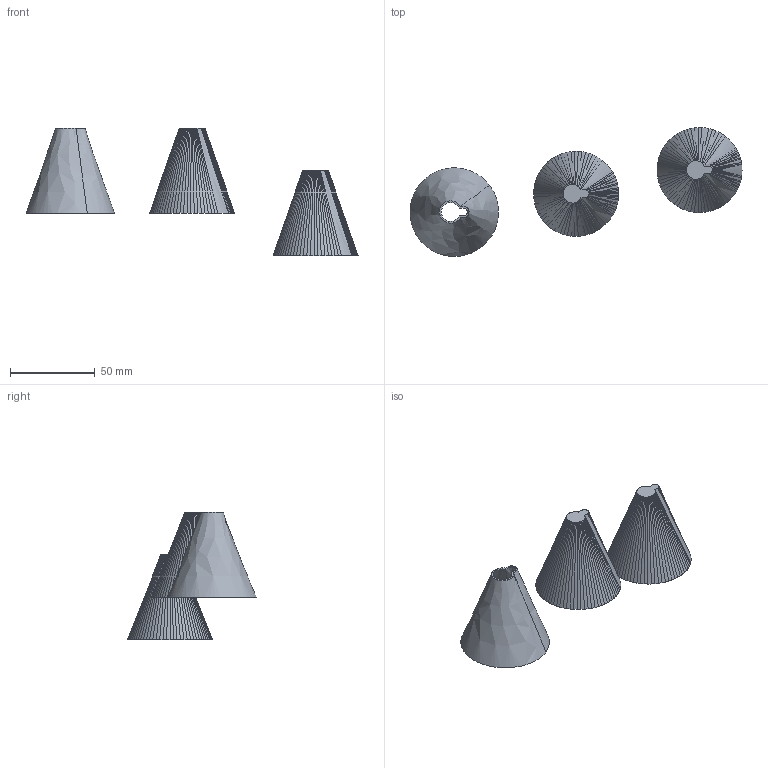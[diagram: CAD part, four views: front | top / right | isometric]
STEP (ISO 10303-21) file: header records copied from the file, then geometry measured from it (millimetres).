
FILE_DESCRIPTION(('STEP AP214'),'1');
FILE_NAME('tmp0.stp','2020-03-31T09:34:40',(' '),(' '),'Spatial InterOp 3D',' ',' ');
FILE_SCHEMA(('automotive_design'));
Length unit declared in the file: millimetre
Products named in the file (3): 1; 2; 3
Bounding box: 195.38 x 75.85 x 74.93 mm (x, y, z)
Volume: 90361.7 mm3; surface area: 25703.2 mm2
Topology: 3 solids, 3 shells, 178 faces, 518 edges, 346 vertices
Faces by surface type: bspline 172, plane 6
Entity records: 11008 total; most frequent: CARTESIAN_POINT 5159, ORIENTED_EDGE 1036, DIRECTION 698, EDGE_CURVE 518, VERTEX_POINT 346, LINE 338, VECTOR 338, STYLED_ITEM 181
